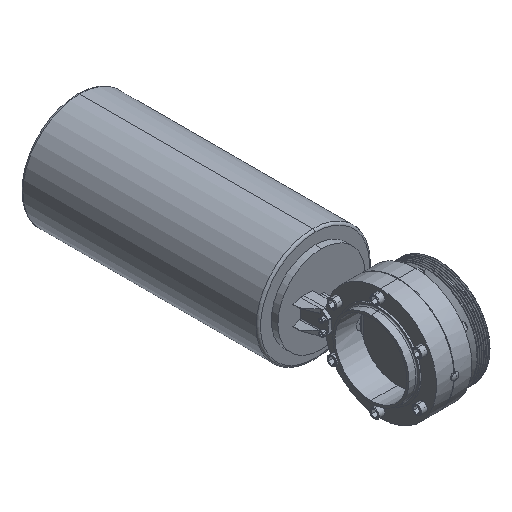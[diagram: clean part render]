
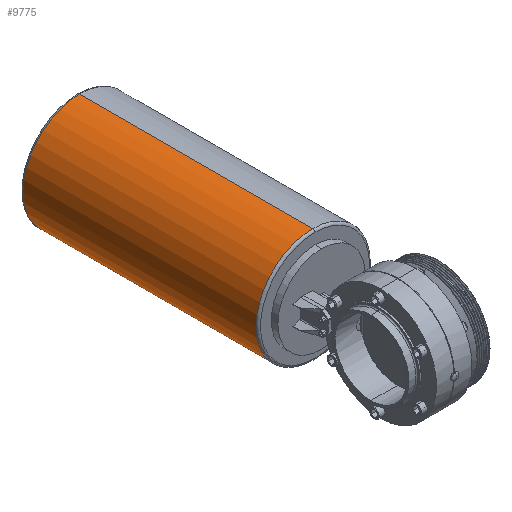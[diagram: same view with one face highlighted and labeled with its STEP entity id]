
A CAD part, isometric view. The second image highlights one B-rep face of the part: STEP entity #9775.
In plain terms, the highlighted cylindrical face has radius 52 mm (diameter 104 mm), a partial arc.
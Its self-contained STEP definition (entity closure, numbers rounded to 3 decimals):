
#515 = VECTOR ( 'NONE', #5367, 1000. ) ;
#687 = DIRECTION ( 'NONE',  ( 0., -1., 0. ) ) ;
#1134 = VERTEX_POINT ( 'NONE', #8531 ) ;
#3044 = CARTESIAN_POINT ( 'NONE',  ( 0., 294.35, 52. ) ) ;
#3250 = DIRECTION ( 'NONE',  ( 0., 0., 1. ) ) ;
#4039 = CARTESIAN_POINT ( 'NONE',  ( 0., 78.35, -52. ) ) ;
#4314 = ORIENTED_EDGE ( 'NONE', *, *, #13960, .T. ) ;
#4415 = ORIENTED_EDGE ( 'NONE', *, *, #12605, .T. ) ;
#4567 = VERTEX_POINT ( 'NONE', #9352 ) ;
#5307 = EDGE_CURVE ( 'NONE', #6311, #8790, #13494, .T. ) ;
#5367 = DIRECTION ( 'NONE',  ( 0., -1., 0. ) ) ;
#6311 = VERTEX_POINT ( 'NONE', #4039 ) ;
#6361 = CARTESIAN_POINT ( 'NONE',  ( 0., 294.35, 0. ) ) ;
#6470 = AXIS2_PLACEMENT_3D ( 'NONE', #7382, #11973, #10832 ) ;
#6553 = AXIS2_PLACEMENT_3D ( 'NONE', #6361, #11012, #10941 ) ;
#7382 = CARTESIAN_POINT ( 'NONE',  ( 0., 292.35, 0. ) ) ;
#7485 = FACE_OUTER_BOUND ( 'NONE', #9695, .T. ) ;
#7618 = LINE ( 'NONE', #12219, #515 ) ;
#8531 = CARTESIAN_POINT ( 'NONE',  ( 0., 292.35, 52. ) ) ;
#8790 = VERTEX_POINT ( 'NONE', #10403 ) ;
#8793 = LINE ( 'NONE', #3044, #11390 ) ;
#9352 = CARTESIAN_POINT ( 'NONE',  ( 0., 292.35, -52. ) ) ;
#9695 = EDGE_LOOP ( 'NONE', ( #13287, #4415, #4314, #10839 ) ) ;
#9775 = ADVANCED_FACE ( 'NONE', ( #7485 ), #12081, .T. ) ;
#10191 = DIRECTION ( 'NONE',  ( 0., 1., 0. ) ) ;
#10347 = AXIS2_PLACEMENT_3D ( 'NONE', #14571, #10191, #3250 ) ;
#10403 = CARTESIAN_POINT ( 'NONE',  ( 0., 78.35, 52. ) ) ;
#10832 = DIRECTION ( 'NONE',  ( 0., 0., 1. ) ) ;
#10839 = ORIENTED_EDGE ( 'NONE', *, *, #5307, .T. ) ;
#10941 = DIRECTION ( 'NONE',  ( 0., 0., -1. ) ) ;
#11012 = DIRECTION ( 'NONE',  ( 0., -1., 0. ) ) ;
#11390 = VECTOR ( 'NONE', #687, 1000. ) ;
#11973 = DIRECTION ( 'NONE',  ( 0., -1., 0. ) ) ;
#12081 = CYLINDRICAL_SURFACE ( 'NONE', #6553, 52. ) ;
#12219 = CARTESIAN_POINT ( 'NONE',  ( 0., 294.35, -52. ) ) ;
#12605 = EDGE_CURVE ( 'NONE', #1134, #4567, #13456, .T. ) ;
#13287 = ORIENTED_EDGE ( 'NONE', *, *, #14162, .F. ) ;
#13456 = CIRCLE ( 'NONE', #6470, 52. ) ;
#13494 = CIRCLE ( 'NONE', #10347, 52. ) ;
#13960 = EDGE_CURVE ( 'NONE', #4567, #6311, #7618, .T. ) ;
#14162 = EDGE_CURVE ( 'NONE', #1134, #8790, #8793, .T. ) ;
#14571 = CARTESIAN_POINT ( 'NONE',  ( 0., 78.35, 0. ) ) ;
